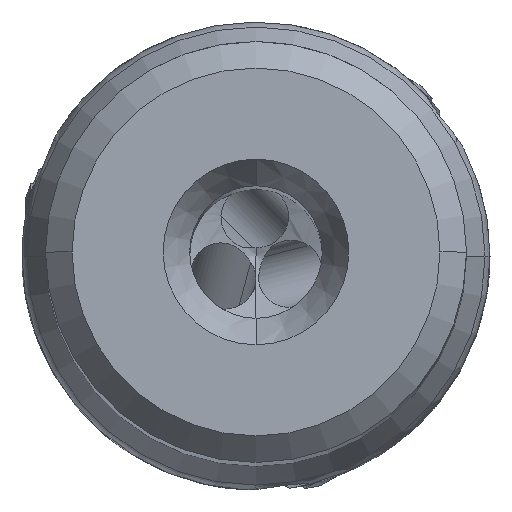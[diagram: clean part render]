
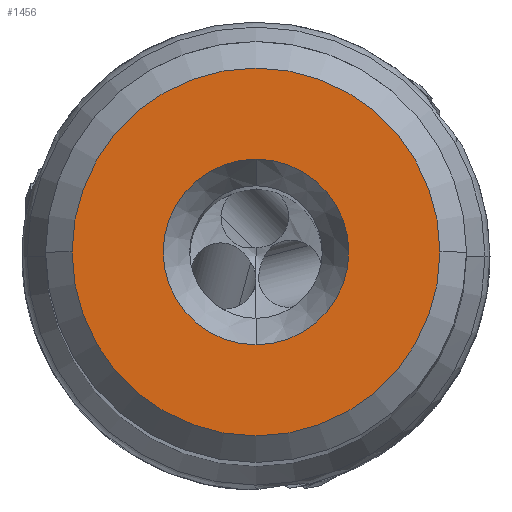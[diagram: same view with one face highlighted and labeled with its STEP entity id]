
A CAD part, top view. The second image highlights one B-rep face of the part: STEP entity #1456.
In plain terms, the highlighted planar face has unit normal (0, 0, 1).
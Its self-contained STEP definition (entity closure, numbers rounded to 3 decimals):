
#76=FACE_BOUND('',#2091,.T.);
#77=FACE_BOUND('',#2092,.T.);
#986=PLANE('',#6431);
#1128=CIRCLE('',#6425,6.938);
#1129=CIRCLE('',#6427,6.938);
#1130=CIRCLE('',#6429,3.5);
#1131=CIRCLE('',#6430,3.5);
#1456=ADVANCED_FACE('',(#76,#77),#986,.T.);
#2091=EDGE_LOOP('',(#3095,#3096));
#2092=EDGE_LOOP('',(#3097,#3098));
#3095=ORIENTED_EDGE('',*,*,#5213,.T.);
#3096=ORIENTED_EDGE('',*,*,#5214,.T.);
#3097=ORIENTED_EDGE('',*,*,#5211,.T.);
#3098=ORIENTED_EDGE('',*,*,#5212,.T.);
#4440=VERTEX_POINT('',#10872);
#4441=VERTEX_POINT('',#10874);
#4442=VERTEX_POINT('',#10880);
#4443=VERTEX_POINT('',#10881);
#5211=EDGE_CURVE('',#4440,#4441,#1128,.T.);
#5212=EDGE_CURVE('',#4441,#4440,#1129,.T.);
#5213=EDGE_CURVE('',#4442,#4443,#1130,.T.);
#5214=EDGE_CURVE('',#4443,#4442,#1131,.T.);
#6425=AXIS2_PLACEMENT_3D('',#10875,#7476,#7477);
#6427=AXIS2_PLACEMENT_3D('',#10877,#7480,#7481);
#6429=AXIS2_PLACEMENT_3D('',#10879,#7484,#7485);
#6430=AXIS2_PLACEMENT_3D('',#10882,#7486,#7487);
#6431=AXIS2_PLACEMENT_3D('',#10883,#7488,#7489);
#7476=DIRECTION('',(0.,0.,1.));
#7477=DIRECTION('',(-1.,0.,0.));
#7480=DIRECTION('',(0.,0.,1.));
#7481=DIRECTION('',(1.,0.,0.));
#7484=DIRECTION('',(0.,0.,-1.));
#7485=DIRECTION('',(0.,1.,0.));
#7486=DIRECTION('',(0.,0.,-1.));
#7487=DIRECTION('',(0.,-1.,0.));
#7488=DIRECTION('',(0.,0.,1.));
#7489=DIRECTION('',(-1.,0.,0.));
#10872=CARTESIAN_POINT('',(-6.938,0.,30.92));
#10874=CARTESIAN_POINT('',(6.938,0.,30.92));
#10875=CARTESIAN_POINT('',(0.,0.,30.92));
#10877=CARTESIAN_POINT('',(0.,0.,30.92));
#10879=CARTESIAN_POINT('',(0.,0.,30.92));
#10880=CARTESIAN_POINT('',(0.,3.5,30.92));
#10881=CARTESIAN_POINT('',(0.,-3.5,30.92));
#10882=CARTESIAN_POINT('',(0.,0.,30.92));
#10883=CARTESIAN_POINT('',(0.,0.,30.92));
